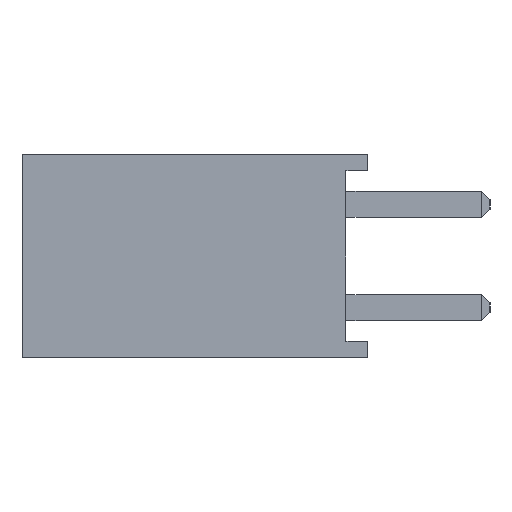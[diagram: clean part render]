
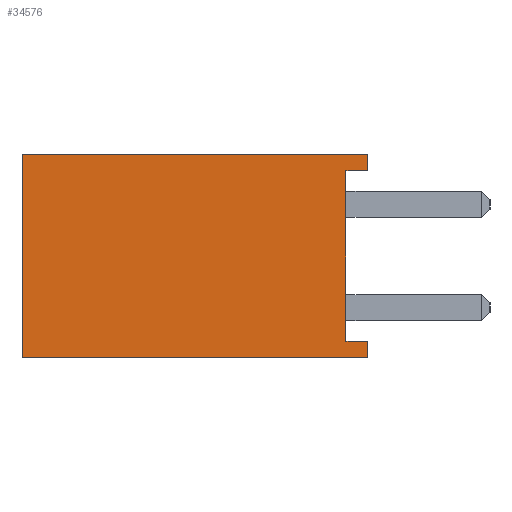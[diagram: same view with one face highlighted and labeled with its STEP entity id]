
A CAD part, left-side view. The second image highlights one B-rep face of the part: STEP entity #34576.
In plain terms, the highlighted planar face has unit normal (-1, 0, 0).
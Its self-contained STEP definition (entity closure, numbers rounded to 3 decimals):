
#343 = VERTEX_POINT ( 'NONE', #32310 ) ;
#979 = DIRECTION ( 'NONE',  ( 0., 1., 0. ) ) ;
#1721 = EDGE_CURVE ( 'NONE', #34472, #33192, #31297, .T. ) ;
#1768 = EDGE_CURVE ( 'NONE', #343, #21921, #13577, .T. ) ;
#1835 = VECTOR ( 'NONE', #21169, 1000. ) ;
#1912 = LINE ( 'NONE', #5431, #30963 ) ;
#4352 = EDGE_CURVE ( 'NONE', #33192, #21921, #24680, .T. ) ;
#4681 = ORIENTED_EDGE ( 'NONE', *, *, #25148, .T. ) ;
#5097 = DIRECTION ( 'NONE',  ( 0., 0., 1. ) ) ;
#5431 = CARTESIAN_POINT ( 'NONE',  ( -1.27, 8.5, -2.5 ) ) ;
#5649 = CARTESIAN_POINT ( 'NONE',  ( -1.27, 0., 2.5 ) ) ;
#6450 = ORIENTED_EDGE ( 'NONE', *, *, #4352, .F. ) ;
#6980 = EDGE_CURVE ( 'NONE', #34472, #26792, #1912, .T. ) ;
#7088 = ORIENTED_EDGE ( 'NONE', *, *, #11090, .F. ) ;
#7281 = LINE ( 'NONE', #13301, #1835 ) ;
#7350 = CARTESIAN_POINT ( 'NONE',  ( -1.27, 8.5, 2.5 ) ) ;
#8268 = VERTEX_POINT ( 'NONE', #30746 ) ;
#8475 = CARTESIAN_POINT ( 'NONE',  ( -1.27, 0.54, 2.1 ) ) ;
#8794 = EDGE_LOOP ( 'NONE', ( #22460, #32347, #24991, #6450, #22510, #13153, #4681, #7088 ) ) ;
#11090 = EDGE_CURVE ( 'NONE', #8268, #15565, #7281, .T. ) ;
#12266 = CARTESIAN_POINT ( 'NONE',  ( -1.27, 0., -2.1 ) ) ;
#12907 = EDGE_CURVE ( 'NONE', #25805, #8268, #12934, .T. ) ;
#12934 = LINE ( 'NONE', #14245, #13331 ) ;
#13153 = ORIENTED_EDGE ( 'NONE', *, *, #6980, .T. ) ;
#13301 = CARTESIAN_POINT ( 'NONE',  ( -1.27, 0., -2.1 ) ) ;
#13331 = VECTOR ( 'NONE', #27992, 1000. ) ;
#13577 = LINE ( 'NONE', #16518, #34178 ) ;
#14245 = CARTESIAN_POINT ( 'NONE',  ( -1.27, 0.54, 2.1 ) ) ;
#15565 = VERTEX_POINT ( 'NONE', #12266 ) ;
#16036 = DIRECTION ( 'NONE',  ( 0., -1., 0. ) ) ;
#16518 = CARTESIAN_POINT ( 'NONE',  ( -1.27, 0., 2.5 ) ) ;
#17323 = CARTESIAN_POINT ( 'NONE',  ( -1.27, 0., 2.1 ) ) ;
#18558 = PLANE ( 'NONE',  #32636 ) ;
#20886 = DIRECTION ( 'NONE',  ( 0., -1., 0. ) ) ;
#21169 = DIRECTION ( 'NONE',  ( 0., -1., 0. ) ) ;
#21342 = CARTESIAN_POINT ( 'NONE',  ( -1.27, 8.5, 2.5 ) ) ;
#21450 = DIRECTION ( 'NONE',  ( 0., 0., 1. ) ) ;
#21921 = VERTEX_POINT ( 'NONE', #5649 ) ;
#22460 = ORIENTED_EDGE ( 'NONE', *, *, #12907, .F. ) ;
#22510 = ORIENTED_EDGE ( 'NONE', *, *, #1721, .F. ) ;
#22524 = LINE ( 'NONE', #32530, #25906 ) ;
#22532 = VECTOR ( 'NONE', #979, 1000. ) ;
#24233 = DIRECTION ( 'NONE',  ( 1., 0., 0. ) ) ;
#24680 = LINE ( 'NONE', #21342, #30545 ) ;
#24991 = ORIENTED_EDGE ( 'NONE', *, *, #1768, .T. ) ;
#25148 = EDGE_CURVE ( 'NONE', #26792, #15565, #22524, .T. ) ;
#25427 = FACE_OUTER_BOUND ( 'NONE', #8794, .T. ) ;
#25805 = VERTEX_POINT ( 'NONE', #8475 ) ;
#25906 = VECTOR ( 'NONE', #21450, 1000. ) ;
#26700 = DIRECTION ( 'NONE',  ( 0., 0., -1. ) ) ;
#26792 = VERTEX_POINT ( 'NONE', #34752 ) ;
#26808 = CARTESIAN_POINT ( 'NONE',  ( -1.27, 8.5, 2.5 ) ) ;
#27992 = DIRECTION ( 'NONE',  ( 0., 0., -1. ) ) ;
#28011 = EDGE_CURVE ( 'NONE', #343, #25805, #29689, .T. ) ;
#29561 = DIRECTION ( 'NONE',  ( 0., 0., 1. ) ) ;
#29689 = LINE ( 'NONE', #17323, #22532 ) ;
#30455 = VECTOR ( 'NONE', #5097, 1000. ) ;
#30545 = VECTOR ( 'NONE', #20886, 1000. ) ;
#30746 = CARTESIAN_POINT ( 'NONE',  ( -1.27, 0.54, -2.1 ) ) ;
#30963 = VECTOR ( 'NONE', #16036, 1000. ) ;
#31297 = LINE ( 'NONE', #32163, #30455 ) ;
#31990 = CARTESIAN_POINT ( 'NONE',  ( -1.27, 8.5, -2.5 ) ) ;
#32163 = CARTESIAN_POINT ( 'NONE',  ( -1.27, 8.5, 2.5 ) ) ;
#32310 = CARTESIAN_POINT ( 'NONE',  ( -1.27, 0., 2.1 ) ) ;
#32347 = ORIENTED_EDGE ( 'NONE', *, *, #28011, .F. ) ;
#32530 = CARTESIAN_POINT ( 'NONE',  ( -1.27, 0., 2.5 ) ) ;
#32636 = AXIS2_PLACEMENT_3D ( 'NONE', #26808, #24233, #26700 ) ;
#33192 = VERTEX_POINT ( 'NONE', #7350 ) ;
#34178 = VECTOR ( 'NONE', #29561, 1000. ) ;
#34472 = VERTEX_POINT ( 'NONE', #31990 ) ;
#34576 = ADVANCED_FACE ( 'NONE', ( #25427 ), #18558, .F. ) ;
#34752 = CARTESIAN_POINT ( 'NONE',  ( -1.27, 0., -2.5 ) ) ;
